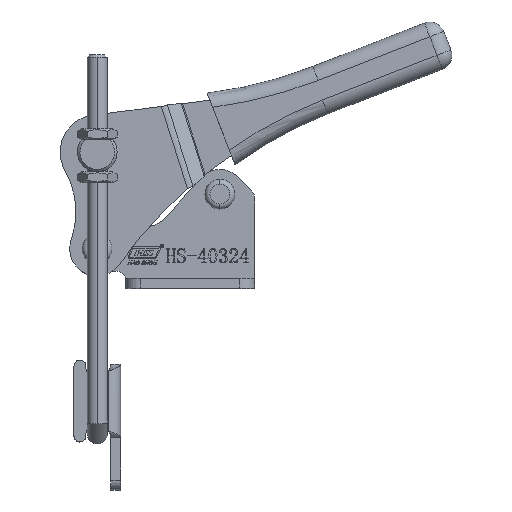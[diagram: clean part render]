
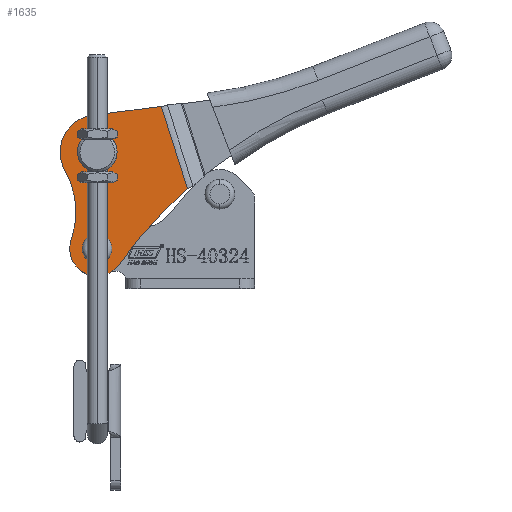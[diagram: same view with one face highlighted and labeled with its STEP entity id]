
A CAD part, top view. The second image highlights one B-rep face of the part: STEP entity #1635.
In plain terms, the highlighted planar face has unit normal (0, 0, 1).
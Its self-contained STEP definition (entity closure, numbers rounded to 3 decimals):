
#269 = CIRCLE ( 'NONE', #13184, 4. ) ;
#281 = CIRCLE ( 'NONE', #13187, 7.5 ) ;
#295 = CIRCLE ( 'NONE', #13190, 5.5 ) ;
#330 = CIRCLE ( 'NONE', #13194, 2.4 ) ;
#356 = CIRCLE ( 'NONE', #13198, 4. ) ;
#359 = CIRCLE ( 'NONE', #13200, 2.4 ) ;
#361 = CIRCLE ( 'NONE', #13202, 5.5 ) ;
#366 = CIRCLE ( 'NONE', #13205, 17. ) ;
#367 = CIRCLE ( 'NONE', #13206, 7.5 ) ;
#369 = LINE ( 'NONE', #14267, #375 ) ;
#371 = LINE ( 'NONE', #14265, #373 ) ;
#373 = VECTOR ( 'NONE', #14261, 1000. ) ;
#374 = CIRCLE ( 'NONE', #13208, 85. ) ;
#375 = VECTOR ( 'NONE', #14272, 1000. ) ;
#1635 = ADVANCED_FACE ( 'NONE', ( #16796, #16804, #16800 ), #25357, .F. ) ;
#2173 = EDGE_LOOP ( 'NONE', ( #17591, #17592 ) ) ;
#2196 = EDGE_LOOP ( 'NONE', ( #17583, #17584, #17585, #17586, #17587, #17588, #17589, #17590 ) ) ;
#2199 = EDGE_LOOP ( 'NONE', ( #17593, #17594 ) ) ;
#2593 = EDGE_CURVE ( 'NONE', #3369, #3408, #269, .T. ) ;
#2602 = EDGE_CURVE ( 'NONE', #3360, #3400, #281, .T. ) ;
#2618 = EDGE_CURVE ( 'NONE', #3357, #3362, #295, .T. ) ;
#2635 = EDGE_CURVE ( 'NONE', #3365, #3366, #330, .T. ) ;
#2651 = EDGE_CURVE ( 'NONE', #3408, #3369, #356, .T. ) ;
#2653 = EDGE_CURVE ( 'NONE', #3366, #3365, #359, .T. ) ;
#2655 = EDGE_CURVE ( 'NONE', #3433, #3357, #361, .T. ) ;
#2659 = EDGE_CURVE ( 'NONE', #3400, #3433, #366, .T. ) ;
#2660 = EDGE_CURVE ( 'NONE', #3429, #3360, #367, .T. ) ;
#2663 = EDGE_CURVE ( 'NONE', #3435, #3428, #371, .T. ) ;
#2664 = EDGE_CURVE ( 'NONE', #3435, #3429, #369, .T. ) ;
#2665 = EDGE_CURVE ( 'NONE', #3362, #3428, #374, .T. ) ;
#3357 = VERTEX_POINT ( 'NONE', #19068 ) ;
#3360 = VERTEX_POINT ( 'NONE', #19071 ) ;
#3362 = VERTEX_POINT ( 'NONE', #19073 ) ;
#3365 = VERTEX_POINT ( 'NONE', #19076 ) ;
#3366 = VERTEX_POINT ( 'NONE', #19077 ) ;
#3369 = VERTEX_POINT ( 'NONE', #19080 ) ;
#3400 = VERTEX_POINT ( 'NONE', #19111 ) ;
#3408 = VERTEX_POINT ( 'NONE', #19119 ) ;
#3428 = VERTEX_POINT ( 'NONE', #19139 ) ;
#3429 = VERTEX_POINT ( 'NONE', #19140 ) ;
#3433 = VERTEX_POINT ( 'NONE', #19144 ) ;
#3435 = VERTEX_POINT ( 'NONE', #19146 ) ;
#13024 = AXIS2_PLACEMENT_3D ( 'NONE', #25355, #25353, #25359 ) ;
#13184 = AXIS2_PLACEMENT_3D ( 'NONE', #14095, #14096, #14097 ) ;
#13187 = AXIS2_PLACEMENT_3D ( 'NONE', #14120, #14121, #14122 ) ;
#13190 = AXIS2_PLACEMENT_3D ( 'NONE', #14161, #14162, #14163 ) ;
#13194 = AXIS2_PLACEMENT_3D ( 'NONE', #14197, #14198, #14199 ) ;
#13198 = AXIS2_PLACEMENT_3D ( 'NONE', #14233, #14234, #14235 ) ;
#13200 = AXIS2_PLACEMENT_3D ( 'NONE', #14239, #14240, #14241 ) ;
#13202 = AXIS2_PLACEMENT_3D ( 'NONE', #14247, #14248, #14249 ) ;
#13205 = AXIS2_PLACEMENT_3D ( 'NONE', #14258, #14259, #14260 ) ;
#13206 = AXIS2_PLACEMENT_3D ( 'NONE', #14262, #14263, #14264 ) ;
#13208 = AXIS2_PLACEMENT_3D ( 'NONE', #14275, #14276, #14277 ) ;
#14095 = CARTESIAN_POINT ( 'NONE',  ( 0.5, 19.5, 2. ) ) ;
#14096 = DIRECTION ( 'NONE',  ( 0., 0., 1. ) ) ;
#14097 = DIRECTION ( 'NONE',  ( 1., 0., 0. ) ) ;
#14120 = CARTESIAN_POINT ( 'NONE',  ( 0.5, 19.5, 2. ) ) ;
#14121 = DIRECTION ( 'NONE',  ( 0., 0., 1. ) ) ;
#14122 = DIRECTION ( 'NONE',  ( 1., 0., 0. ) ) ;
#14161 = CARTESIAN_POINT ( 'NONE',  ( 0., 0., 2. ) ) ;
#14162 = DIRECTION ( 'NONE',  ( 0., 0., 1. ) ) ;
#14163 = DIRECTION ( 'NONE',  ( 1., 0., 0. ) ) ;
#14197 = CARTESIAN_POINT ( 'NONE',  ( 0., 0., 2. ) ) ;
#14198 = DIRECTION ( 'NONE',  ( 0., 0., 1. ) ) ;
#14199 = DIRECTION ( 'NONE',  ( 1., 0., 0. ) ) ;
#14233 = CARTESIAN_POINT ( 'NONE',  ( 0.5, 19.5, 2. ) ) ;
#14234 = DIRECTION ( 'NONE',  ( 0., 0., 1. ) ) ;
#14235 = DIRECTION ( 'NONE',  ( 1., 0., 0. ) ) ;
#14239 = CARTESIAN_POINT ( 'NONE',  ( 0., 0., 2. ) ) ;
#14240 = DIRECTION ( 'NONE',  ( 0., 0., 1. ) ) ;
#14241 = DIRECTION ( 'NONE',  ( 1., 0., 0. ) ) ;
#14247 = CARTESIAN_POINT ( 'NONE',  ( 0., 0., 2. ) ) ;
#14248 = DIRECTION ( 'NONE',  ( 0., 0., 1. ) ) ;
#14249 = DIRECTION ( 'NONE',  ( 1., 0., 0. ) ) ;
#14258 = CARTESIAN_POINT ( 'NONE',  ( -21.073, 7.886, 2. ) ) ;
#14259 = DIRECTION ( 'NONE',  ( 0., 0., -1. ) ) ;
#14260 = DIRECTION ( 'NONE',  ( -1., 0., 0. ) ) ;
#14261 = DIRECTION ( 'NONE',  ( 0.281, -0.96, 0. ) ) ;
#14262 = CARTESIAN_POINT ( 'NONE',  ( 0.5, 19.5, 2. ) ) ;
#14263 = DIRECTION ( 'NONE',  ( 0., 0., 1. ) ) ;
#14264 = DIRECTION ( 'NONE',  ( 1., 0., 0. ) ) ;
#14265 = CARTESIAN_POINT ( 'NONE',  ( 16.43, 18.846, 2. ) ) ;
#14267 = CARTESIAN_POINT ( 'NONE',  ( -0.284, 26.959, 2. ) ) ;
#14272 = DIRECTION ( 'NONE',  ( -0.995, -0.105, 0. ) ) ;
#14275 = CARTESIAN_POINT ( 'NONE',  ( 72.824, -53.731, 2. ) ) ;
#14276 = DIRECTION ( 'NONE',  ( 0., 0., -1. ) ) ;
#14277 = DIRECTION ( 'NONE',  ( -1., 0., 0. ) ) ;
#16796 = FACE_OUTER_BOUND ( 'NONE', #2196, .T. ) ;
#16800 = FACE_BOUND ( 'NONE', #2199, .T. ) ;
#16804 = FACE_BOUND ( 'NONE', #2173, .T. ) ;
#17583 = ORIENTED_EDGE ( 'NONE', *, *, #2663, .F. ) ;
#17584 = ORIENTED_EDGE ( 'NONE', *, *, #2664, .T. ) ;
#17585 = ORIENTED_EDGE ( 'NONE', *, *, #2660, .T. ) ;
#17586 = ORIENTED_EDGE ( 'NONE', *, *, #2602, .T. ) ;
#17587 = ORIENTED_EDGE ( 'NONE', *, *, #2659, .T. ) ;
#17588 = ORIENTED_EDGE ( 'NONE', *, *, #2655, .T. ) ;
#17589 = ORIENTED_EDGE ( 'NONE', *, *, #2618, .T. ) ;
#17590 = ORIENTED_EDGE ( 'NONE', *, *, #2665, .T. ) ;
#17591 = ORIENTED_EDGE ( 'NONE', *, *, #2635, .F. ) ;
#17592 = ORIENTED_EDGE ( 'NONE', *, *, #2653, .F. ) ;
#17593 = ORIENTED_EDGE ( 'NONE', *, *, #2593, .F. ) ;
#17594 = ORIENTED_EDGE ( 'NONE', *, *, #2651, .F. ) ;
#19068 = CARTESIAN_POINT ( 'NONE',  ( -5.5, 0., 2. ) ) ;
#19071 = CARTESIAN_POINT ( 'NONE',  ( -7., 19.5, 2. ) ) ;
#19073 = CARTESIAN_POINT ( 'NONE',  ( 4.426, -3.265, 2. ) ) ;
#19076 = CARTESIAN_POINT ( 'NONE',  ( -2.4, 0., 2. ) ) ;
#19077 = CARTESIAN_POINT ( 'NONE',  ( 2.4, 0., 2. ) ) ;
#19080 = CARTESIAN_POINT ( 'NONE',  ( -3.5, 19.5, 2. ) ) ;
#19111 = CARTESIAN_POINT ( 'NONE',  ( -6.104, 15.945, 2. ) ) ;
#19119 = CARTESIAN_POINT ( 'NONE',  ( 4.5, 19.5, 2. ) ) ;
#19139 = CARTESIAN_POINT ( 'NONE',  ( 18.528, 11.668, 2. ) ) ;
#19140 = CARTESIAN_POINT ( 'NONE',  ( -0.284, 26.959, 2. ) ) ;
#19144 = CARTESIAN_POINT ( 'NONE',  ( -5.151, 1.928, 2. ) ) ;
#19146 = CARTESIAN_POINT ( 'NONE',  ( 13.632, 28.422, 2. ) ) ;
#25353 = DIRECTION ( 'NONE',  ( 0., 0., -1. ) ) ;
#25355 = CARTESIAN_POINT ( 'NONE',  ( -21.073, 7.886, 2. ) ) ;
#25357 = PLANE ( 'NONE',  #13024 ) ;
#25359 = DIRECTION ( 'NONE',  ( -1., 0., 0. ) ) ;
